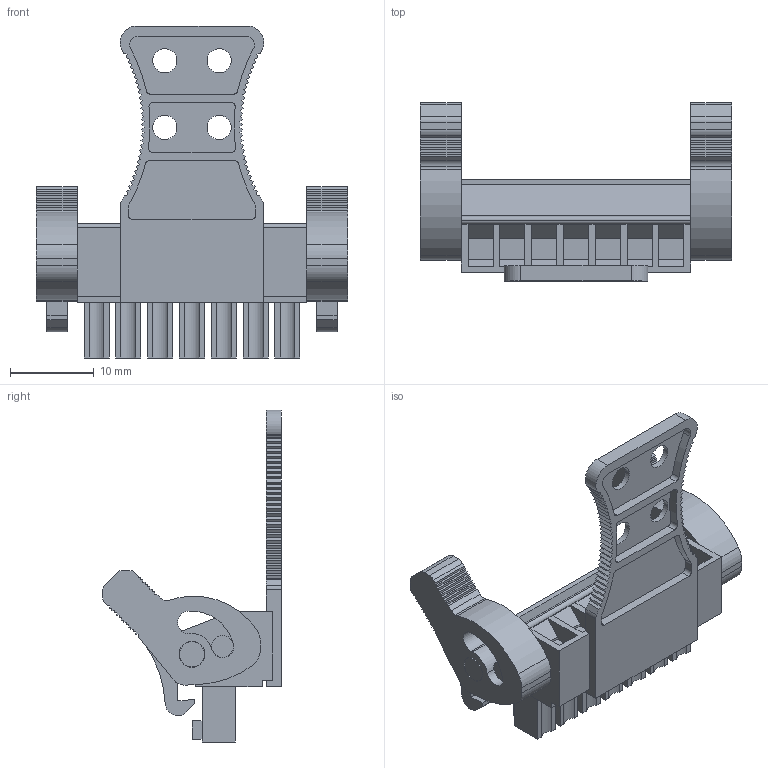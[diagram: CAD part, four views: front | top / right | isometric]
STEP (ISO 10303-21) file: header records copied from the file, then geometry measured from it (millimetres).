
FILE_DESCRIPTION(('CATIA V5 STEP Exchange','CAx-IF Rec.Pracs.--- Model Styling and Organization---1.2---2011-12-15'),'2;1');
FILE_NAME ('D1450083_0_1236810000_1236810000.stp','2018-09-19T13:14:01+00:00',('none'),('Weidmueller'),'CATIA Version 5-6 Release 2014','CATIA V5 STEP AP214','none');
FILE_SCHEMA(('AUTOMOTIVE_DESIGN { 1 0 10303 214 1 1 1 1 }'));
Length unit declared in the file: millimetre
Products named in the file (1): 1236810000
Bounding box: 37.26 x 21.41 x 39.75 mm (x, y, z)
Volume: 4496 mm3; surface area: 5252.4 mm2
Topology: 4 solids, 4 shells, 562 faces, 1570 edges, 1045 vertices
Faces by surface type: plane 432, cylinder 116, cone 14
Entity records: 16585 total; most frequent: ORIENTED_EDGE 3124, CARTESIAN_POINT 2951, DIRECTION 2256, EDGE_CURVE 1562, VECTOR 1293, LINE 1293, VERTEX_POINT 1041, AXIS2_PLACEMENT_3D 617
